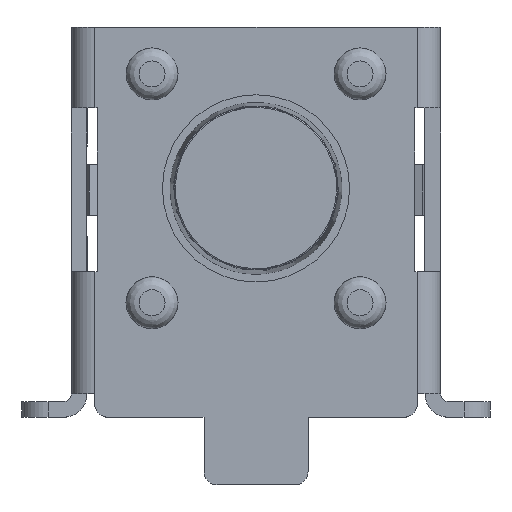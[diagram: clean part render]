
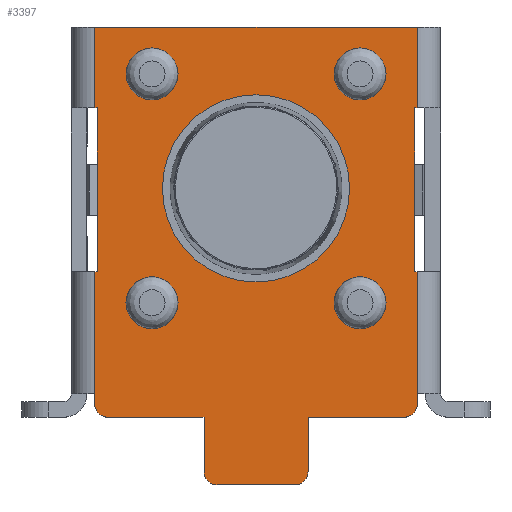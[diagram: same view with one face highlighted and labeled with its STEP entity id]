
A CAD part, top view. The second image highlights one B-rep face of the part: STEP entity #3397.
In plain terms, the highlighted planar face has unit normal (0, 0, 1).
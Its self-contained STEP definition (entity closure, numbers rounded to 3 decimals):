
#73=FACE_BOUND('',#542,.T.);
#74=FACE_BOUND('',#543,.T.);
#75=FACE_BOUND('',#544,.T.);
#76=FACE_BOUND('',#545,.T.);
#77=FACE_BOUND('',#546,.T.);
#176=CIRCLE('',#3735,0.25);
#185=CIRCLE('',#3747,0.25);
#186=CIRCLE('',#3749,0.25);
#187=CIRCLE('',#3750,0.25);
#188=CIRCLE('',#3751,0.5);
#189=CIRCLE('',#3752,0.5);
#190=CIRCLE('',#3753,0.5);
#191=CIRCLE('',#3754,0.5);
#192=CIRCLE('',#3755,1.8);
#326=FACE_OUTER_BOUND('',#541,.T.);
#541=EDGE_LOOP('',(#2608,#2609,#2610,#2611,#2612,#2613,#2614,#2615,#2616,
#2617,#2618,#2619,#2620,#2621,#2622,#2623,#2624,#2625,#2626,#2627,#2628,
#2629));
#542=EDGE_LOOP('',(#2630));
#543=EDGE_LOOP('',(#2631));
#544=EDGE_LOOP('',(#2632));
#545=EDGE_LOOP('',(#2633));
#546=EDGE_LOOP('',(#2634));
#844=LINE('',#5488,#1210);
#864=LINE('',#5546,#1230);
#865=LINE('',#5548,#1231);
#866=LINE('',#5552,#1232);
#867=LINE('',#5554,#1233);
#868=LINE('',#5558,#1234);
#869=LINE('',#5560,#1235);
#870=LINE('',#5562,#1236);
#871=LINE('',#5564,#1237);
#872=LINE('',#5566,#1238);
#873=LINE('',#5568,#1239);
#874=LINE('',#5570,#1240);
#875=LINE('',#5572,#1241);
#876=LINE('',#5574,#1242);
#877=LINE('',#5576,#1243);
#878=LINE('',#5578,#1244);
#879=LINE('',#5580,#1245);
#880=LINE('',#5581,#1246);
#1210=VECTOR('',#4373,10.);
#1230=VECTOR('',#4417,10.);
#1231=VECTOR('',#4418,10.);
#1232=VECTOR('',#4421,10.);
#1233=VECTOR('',#4422,10.);
#1234=VECTOR('',#4425,10.);
#1235=VECTOR('',#4426,10.);
#1236=VECTOR('',#4427,10.);
#1237=VECTOR('',#4428,10.);
#1238=VECTOR('',#4429,10.);
#1239=VECTOR('',#4430,10.);
#1240=VECTOR('',#4431,10.);
#1241=VECTOR('',#4432,10.);
#1242=VECTOR('',#4433,10.);
#1243=VECTOR('',#4434,10.);
#1244=VECTOR('',#4435,10.);
#1245=VECTOR('',#4436,10.);
#1246=VECTOR('',#4437,10.);
#1552=VERTEX_POINT('',#5478);
#1553=VERTEX_POINT('',#5480);
#1555=VERTEX_POINT('',#5486);
#1580=VERTEX_POINT('',#5540);
#1581=VERTEX_POINT('',#5541);
#1582=VERTEX_POINT('',#5547);
#1583=VERTEX_POINT('',#5549);
#1584=VERTEX_POINT('',#5551);
#1585=VERTEX_POINT('',#5553);
#1586=VERTEX_POINT('',#5555);
#1587=VERTEX_POINT('',#5557);
#1588=VERTEX_POINT('',#5559);
#1589=VERTEX_POINT('',#5561);
#1590=VERTEX_POINT('',#5563);
#1591=VERTEX_POINT('',#5565);
#1592=VERTEX_POINT('',#5567);
#1593=VERTEX_POINT('',#5569);
#1594=VERTEX_POINT('',#5571);
#1595=VERTEX_POINT('',#5573);
#1596=VERTEX_POINT('',#5575);
#1597=VERTEX_POINT('',#5577);
#1598=VERTEX_POINT('',#5579);
#1599=VERTEX_POINT('',#5582);
#1600=VERTEX_POINT('',#5584);
#1601=VERTEX_POINT('',#5586);
#1602=VERTEX_POINT('',#5588);
#1603=VERTEX_POINT('',#5590);
#1919=EDGE_CURVE('',#1552,#1553,#176,.T.);
#1923=EDGE_CURVE('',#1555,#1552,#844,.T.);
#1949=EDGE_CURVE('',#1580,#1581,#185,.T.);
#1952=EDGE_CURVE('',#1581,#1555,#864,.T.);
#1953=EDGE_CURVE('',#1582,#1580,#865,.T.);
#1954=EDGE_CURVE('',#1583,#1582,#186,.T.);
#1955=EDGE_CURVE('',#1584,#1583,#866,.T.);
#1956=EDGE_CURVE('',#1585,#1584,#867,.T.);
#1957=EDGE_CURVE('',#1586,#1585,#187,.T.);
#1958=EDGE_CURVE('',#1586,#1587,#868,.T.);
#1959=EDGE_CURVE('',#1587,#1588,#869,.T.);
#1960=EDGE_CURVE('',#1588,#1589,#870,.T.);
#1961=EDGE_CURVE('',#1589,#1590,#871,.T.);
#1962=EDGE_CURVE('',#1590,#1591,#872,.T.);
#1963=EDGE_CURVE('',#1591,#1592,#873,.T.);
#1964=EDGE_CURVE('',#1593,#1592,#874,.T.);
#1965=EDGE_CURVE('',#1593,#1594,#875,.T.);
#1966=EDGE_CURVE('',#1594,#1595,#876,.T.);
#1967=EDGE_CURVE('',#1595,#1596,#877,.T.);
#1968=EDGE_CURVE('',#1596,#1597,#878,.T.);
#1969=EDGE_CURVE('',#1597,#1598,#879,.T.);
#1970=EDGE_CURVE('',#1598,#1553,#880,.T.);
#1971=EDGE_CURVE('',#1599,#1599,#188,.T.);
#1972=EDGE_CURVE('',#1600,#1600,#189,.T.);
#1973=EDGE_CURVE('',#1601,#1601,#190,.T.);
#1974=EDGE_CURVE('',#1602,#1602,#191,.T.);
#1975=EDGE_CURVE('',#1603,#1603,#192,.T.);
#2608=ORIENTED_EDGE('',*,*,#1919,.F.);
#2609=ORIENTED_EDGE('',*,*,#1923,.F.);
#2610=ORIENTED_EDGE('',*,*,#1952,.F.);
#2611=ORIENTED_EDGE('',*,*,#1949,.F.);
#2612=ORIENTED_EDGE('',*,*,#1953,.F.);
#2613=ORIENTED_EDGE('',*,*,#1954,.F.);
#2614=ORIENTED_EDGE('',*,*,#1955,.F.);
#2615=ORIENTED_EDGE('',*,*,#1956,.F.);
#2616=ORIENTED_EDGE('',*,*,#1957,.F.);
#2617=ORIENTED_EDGE('',*,*,#1958,.T.);
#2618=ORIENTED_EDGE('',*,*,#1959,.T.);
#2619=ORIENTED_EDGE('',*,*,#1960,.T.);
#2620=ORIENTED_EDGE('',*,*,#1961,.T.);
#2621=ORIENTED_EDGE('',*,*,#1962,.T.);
#2622=ORIENTED_EDGE('',*,*,#1963,.T.);
#2623=ORIENTED_EDGE('',*,*,#1964,.F.);
#2624=ORIENTED_EDGE('',*,*,#1965,.T.);
#2625=ORIENTED_EDGE('',*,*,#1966,.T.);
#2626=ORIENTED_EDGE('',*,*,#1967,.T.);
#2627=ORIENTED_EDGE('',*,*,#1968,.T.);
#2628=ORIENTED_EDGE('',*,*,#1969,.T.);
#2629=ORIENTED_EDGE('',*,*,#1970,.T.);
#2630=ORIENTED_EDGE('',*,*,#1971,.T.);
#2631=ORIENTED_EDGE('',*,*,#1972,.T.);
#2632=ORIENTED_EDGE('',*,*,#1973,.T.);
#2633=ORIENTED_EDGE('',*,*,#1974,.T.);
#2634=ORIENTED_EDGE('',*,*,#1975,.T.);
#3154=PLANE('',#3748);
#3397=ADVANCED_FACE('',(#326,#73,#74,#75,#76,#77),#3154,.T.);
#3735=AXIS2_PLACEMENT_3D('',#5481,#4366,#4367);
#3747=AXIS2_PLACEMENT_3D('',#5542,#4411,#4412);
#3748=AXIS2_PLACEMENT_3D('',#5545,#4415,#4416);
#3749=AXIS2_PLACEMENT_3D('',#5550,#4419,#4420);
#3750=AXIS2_PLACEMENT_3D('',#5556,#4423,#4424);
#3751=AXIS2_PLACEMENT_3D('',#5583,#4438,#4439);
#3752=AXIS2_PLACEMENT_3D('',#5585,#4440,#4441);
#3753=AXIS2_PLACEMENT_3D('',#5587,#4442,#4443);
#3754=AXIS2_PLACEMENT_3D('',#5589,#4444,#4445);
#3755=AXIS2_PLACEMENT_3D('',#5591,#4446,#4447);
#4366=DIRECTION('center_axis',(0.,0.,-1.));
#4367=DIRECTION('ref_axis',(-0.707,-0.707,0.));
#4373=DIRECTION('',(-1.,0.,0.));
#4411=DIRECTION('center_axis',(0.,0.,-1.));
#4412=DIRECTION('ref_axis',(-0.707,-0.707,0.));
#4415=DIRECTION('center_axis',(0.,0.,1.));
#4416=DIRECTION('ref_axis',(1.,0.,0.));
#4417=DIRECTION('',(0.,1.,0.));
#4418=DIRECTION('',(-1.,0.,0.));
#4419=DIRECTION('center_axis',(0.,0.,-1.));
#4420=DIRECTION('ref_axis',(0.707,-0.707,0.));
#4421=DIRECTION('',(0.,-1.,0.));
#4422=DIRECTION('',(-1.,0.,0.));
#4423=DIRECTION('center_axis',(0.,0.,-1.));
#4424=DIRECTION('ref_axis',(0.707,-0.707,0.));
#4425=DIRECTION('',(0.,1.,0.));
#4426=DIRECTION('',(0.,1.,0.));
#4427=DIRECTION('',(-1.,0.,0.));
#4428=DIRECTION('',(0.,1.,0.));
#4429=DIRECTION('',(1.,0.,0.));
#4430=DIRECTION('',(0.,1.,0.));
#4431=DIRECTION('',(1.,0.,0.));
#4432=DIRECTION('',(0.,-1.,0.));
#4433=DIRECTION('',(1.,0.,0.));
#4434=DIRECTION('',(0.,-1.,0.));
#4435=DIRECTION('',(-1.,0.,0.));
#4436=DIRECTION('',(0.,-1.,0.));
#4437=DIRECTION('',(0.,-1.,0.));
#4438=DIRECTION('center_axis',(0.,0.,-1.));
#4439=DIRECTION('ref_axis',(-1.,0.,0.));
#4440=DIRECTION('center_axis',(0.,0.,-1.));
#4441=DIRECTION('ref_axis',(-1.,0.,0.));
#4442=DIRECTION('center_axis',(0.,0.,-1.));
#4443=DIRECTION('ref_axis',(-1.,0.,0.));
#4444=DIRECTION('center_axis',(0.,0.,-1.));
#4445=DIRECTION('ref_axis',(-1.,0.,0.));
#4446=DIRECTION('center_axis',(0.,0.,-1.));
#4447=DIRECTION('ref_axis',(-1.,0.,0.));
#5478=CARTESIAN_POINT('',(-2.85,-4.4,0.3));
#5480=CARTESIAN_POINT('',(-3.1,-4.15,0.3));
#5481=CARTESIAN_POINT('Origin',(-2.85,-4.15,0.3));
#5486=CARTESIAN_POINT('',(-1.,-4.4,0.3));
#5488=CARTESIAN_POINT('',(-3.55,-4.4,0.3));
#5540=CARTESIAN_POINT('',(-0.75,-5.7,0.3));
#5541=CARTESIAN_POINT('',(-1.,-5.45,0.3));
#5542=CARTESIAN_POINT('Origin',(-0.75,-5.45,0.3));
#5545=CARTESIAN_POINT('Origin',(0.,-5.05,0.3));
#5546=CARTESIAN_POINT('',(-1.,-4.4,0.3));
#5547=CARTESIAN_POINT('',(0.75,-5.7,0.3));
#5548=CARTESIAN_POINT('',(-1.,-5.7,0.3));
#5549=CARTESIAN_POINT('',(1.,-5.45,0.3));
#5550=CARTESIAN_POINT('Origin',(0.75,-5.45,0.3));
#5551=CARTESIAN_POINT('',(1.,-4.4,0.3));
#5552=CARTESIAN_POINT('',(1.,-5.7,0.3));
#5553=CARTESIAN_POINT('',(2.85,-4.4,0.3));
#5554=CARTESIAN_POINT('',(-3.55,-4.4,0.3));
#5555=CARTESIAN_POINT('',(3.1,-4.15,0.3));
#5556=CARTESIAN_POINT('Origin',(2.85,-4.15,0.3));
#5557=CARTESIAN_POINT('',(3.1,-3.95,0.3));
#5558=CARTESIAN_POINT('',(3.1,-4.725,0.3));
#5559=CARTESIAN_POINT('',(3.1,-1.6,0.3));
#5560=CARTESIAN_POINT('',(3.1,-4.725,0.3));
#5561=CARTESIAN_POINT('',(3.05,-1.6,0.3));
#5562=CARTESIAN_POINT('',(1.525,-1.6,0.3));
#5563=CARTESIAN_POINT('',(3.05,1.55,0.3));
#5564=CARTESIAN_POINT('',(3.05,-1.75,0.3));
#5565=CARTESIAN_POINT('',(3.1,1.55,0.3));
#5566=CARTESIAN_POINT('',(1.775,1.55,0.3));
#5567=CARTESIAN_POINT('',(3.1,3.1,0.3));
#5568=CARTESIAN_POINT('',(3.1,-4.725,0.3));
#5569=CARTESIAN_POINT('',(-3.1,3.1,0.3));
#5570=CARTESIAN_POINT('',(3.55,3.1,0.3));
#5571=CARTESIAN_POINT('',(-3.1,1.55,0.3));
#5572=CARTESIAN_POINT('',(-3.1,-0.975,0.3));
#5573=CARTESIAN_POINT('',(-3.05,1.55,0.3));
#5574=CARTESIAN_POINT('',(-1.525,1.55,0.3));
#5575=CARTESIAN_POINT('',(-3.05,-1.6,0.3));
#5576=CARTESIAN_POINT('',(-3.05,-3.325,0.3));
#5577=CARTESIAN_POINT('',(-3.1,-1.6,0.3));
#5578=CARTESIAN_POINT('',(-1.775,-1.6,0.3));
#5579=CARTESIAN_POINT('',(-3.1,-3.95,0.3));
#5580=CARTESIAN_POINT('',(-3.1,-0.975,0.3));
#5581=CARTESIAN_POINT('',(-3.1,-0.975,0.3));
#5582=CARTESIAN_POINT('',(2.5,2.2,0.3));
#5583=CARTESIAN_POINT('Origin',(2.,2.2,0.3));
#5584=CARTESIAN_POINT('',(-1.5,2.2,0.3));
#5585=CARTESIAN_POINT('Origin',(-2.,2.2,0.3));
#5586=CARTESIAN_POINT('',(2.5,-2.2,0.3));
#5587=CARTESIAN_POINT('Origin',(2.,-2.2,0.3));
#5588=CARTESIAN_POINT('',(-1.5,-2.2,0.3));
#5589=CARTESIAN_POINT('Origin',(-2.,-2.2,0.3));
#5590=CARTESIAN_POINT('',(1.8,0.,0.3));
#5591=CARTESIAN_POINT('Origin',(0.,0.,0.3));
